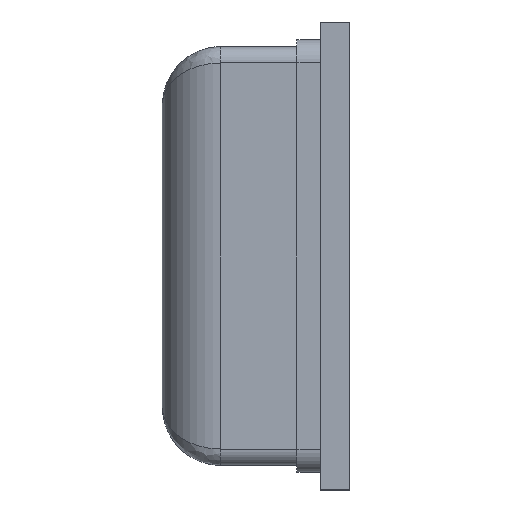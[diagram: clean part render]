
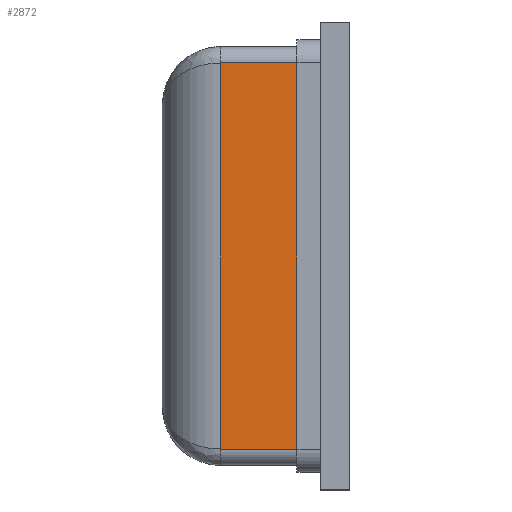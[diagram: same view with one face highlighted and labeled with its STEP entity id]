
A CAD part, left-side view. The second image highlights one B-rep face of the part: STEP entity #2872.
In plain terms, the highlighted planar face has unit normal (-1, 0, 0).
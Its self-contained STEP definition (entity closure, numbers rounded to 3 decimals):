
#22 = CARTESIAN_POINT ( 'NONE',  ( -0.895, 0.225, -0.825 ) ) ;
#49 = DIRECTION ( 'NONE',  ( 0., 0., -1. ) ) ;
#132 = EDGE_CURVE ( 'NONE', #477, #455, #2969, .T. ) ;
#305 = CARTESIAN_POINT ( 'NONE',  ( -0.895, 0.55, 0.825 ) ) ;
#452 = LINE ( 'NONE', #1504, #3856 ) ;
#455 = VERTEX_POINT ( 'NONE', #1616 ) ;
#477 = VERTEX_POINT ( 'NONE', #305 ) ;
#593 = CARTESIAN_POINT ( 'NONE',  ( -0.895, 0.225, -0.825 ) ) ;
#619 = VECTOR ( 'NONE', #2654, 1000. ) ;
#719 = EDGE_CURVE ( 'NONE', #455, #969, #452, .T. ) ;
#808 = CARTESIAN_POINT ( 'NONE',  ( -0.895, 4.131, -0.825 ) ) ;
#969 = VERTEX_POINT ( 'NONE', #22 ) ;
#1084 = VERTEX_POINT ( 'NONE', #3315 ) ;
#1152 = PLANE ( 'NONE',  #4007 ) ;
#1194 = VECTOR ( 'NONE', #3715, 1000. ) ;
#1449 = EDGE_CURVE ( 'NONE', #477, #1084, #3458, .T. ) ;
#1504 = CARTESIAN_POINT ( 'NONE',  ( -0.895, 4.131, -0.825 ) ) ;
#1616 = CARTESIAN_POINT ( 'NONE',  ( -0.895, 0.55, -0.825 ) ) ;
#1633 = VECTOR ( 'NONE', #49, 1000. ) ;
#1775 = FACE_OUTER_BOUND ( 'NONE', #2738, .T. ) ;
#1827 = DIRECTION ( 'NONE',  ( 1., 0., 0. ) ) ;
#1931 = EDGE_CURVE ( 'NONE', #969, #1084, #2932, .T. ) ;
#2196 = ORIENTED_EDGE ( 'NONE', *, *, #1931, .T. ) ;
#2365 = CARTESIAN_POINT ( 'NONE',  ( -0.895, 4.131, 0.825 ) ) ;
#2432 = ORIENTED_EDGE ( 'NONE', *, *, #132, .T. ) ;
#2490 = DIRECTION ( 'NONE',  ( 0., 0., -1. ) ) ;
#2654 = DIRECTION ( 'NONE',  ( 0., 0., 1. ) ) ;
#2738 = EDGE_LOOP ( 'NONE', ( #2882, #2432, #2794, #2196 ) ) ;
#2794 = ORIENTED_EDGE ( 'NONE', *, *, #719, .T. ) ;
#2872 = ADVANCED_FACE ( 'NONE', ( #1775 ), #1152, .F. ) ;
#2881 = DIRECTION ( 'NONE',  ( 0., -1., 0. ) ) ;
#2882 = ORIENTED_EDGE ( 'NONE', *, *, #1449, .F. ) ;
#2932 = LINE ( 'NONE', #593, #619 ) ;
#2969 = LINE ( 'NONE', #4030, #1633 ) ;
#3315 = CARTESIAN_POINT ( 'NONE',  ( -0.895, 0.225, 0.825 ) ) ;
#3458 = LINE ( 'NONE', #2365, #1194 ) ;
#3715 = DIRECTION ( 'NONE',  ( 0., -1., 0. ) ) ;
#3856 = VECTOR ( 'NONE', #2881, 1000. ) ;
#4007 = AXIS2_PLACEMENT_3D ( 'NONE', #808, #1827, #2490 ) ;
#4030 = CARTESIAN_POINT ( 'NONE',  ( -0.895, 0.55, -0.825 ) ) ;
